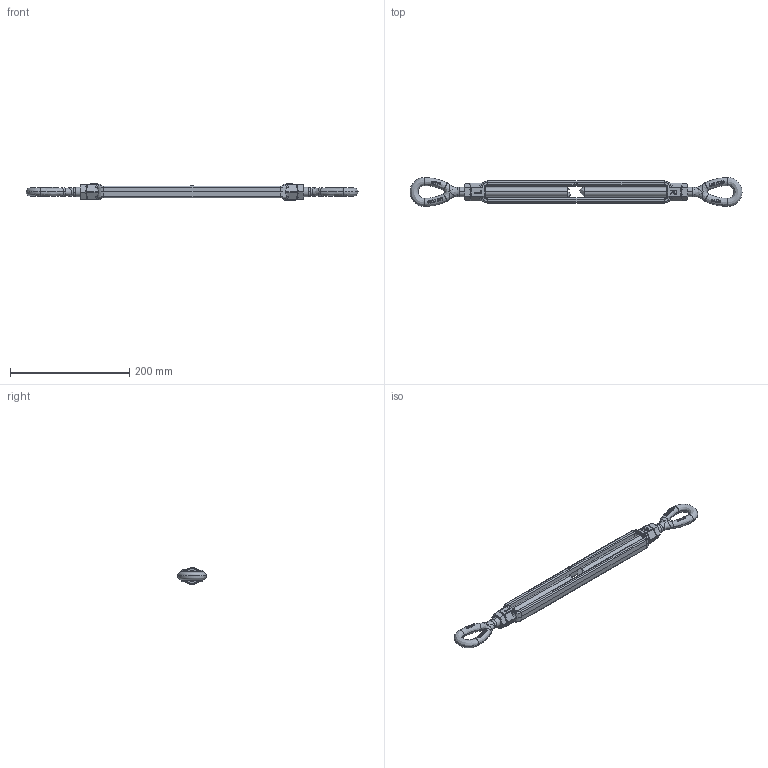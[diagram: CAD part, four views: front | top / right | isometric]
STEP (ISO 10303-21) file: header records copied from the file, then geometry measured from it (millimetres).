
FILE_DESCRIPTION(('STEP AP214'),'1');
FILE_NAME('ssgpoo1612.stp','2017-03-31T06:45:04',('TraceParts'),('TraceParts S.A.'),'Spatial InterOp 3D',' ',' ');
FILE_SCHEMA(('automotive_design'));
Length unit declared in the file: millimetre
Products named in the file (8): ssgpoo1612_1; ssgpoo1612_2; ssgpoo1612_3; ssgpoo1612_4; ssgpoo1612_5; ssgpoo1612_6; ssgpoo1612_7; ssgpoo1612_8
Bounding box: 557.94 x 48.5 x 28 mm (x, y, z)
Volume: 235711.5 mm3; surface area: 77972.4 mm2
Topology: 8 solids, 8 shells, 660 faces, 1692 edges, 1060 vertices
Faces by surface type: plane 266, bspline 212, cylinder 130, cone 52
Entity records: 36563 total; most frequent: CARTESIAN_POINT 17405, ORIENTED_EDGE 3364, DIRECTION 2046, EDGE_CURVE 1682, VERTEX_POINT 1062, B_SPLINE_CURVE_WITH_KNOTS 726, AXIS2_PLACEMENT_3D 703, EDGE_LOOP 696
